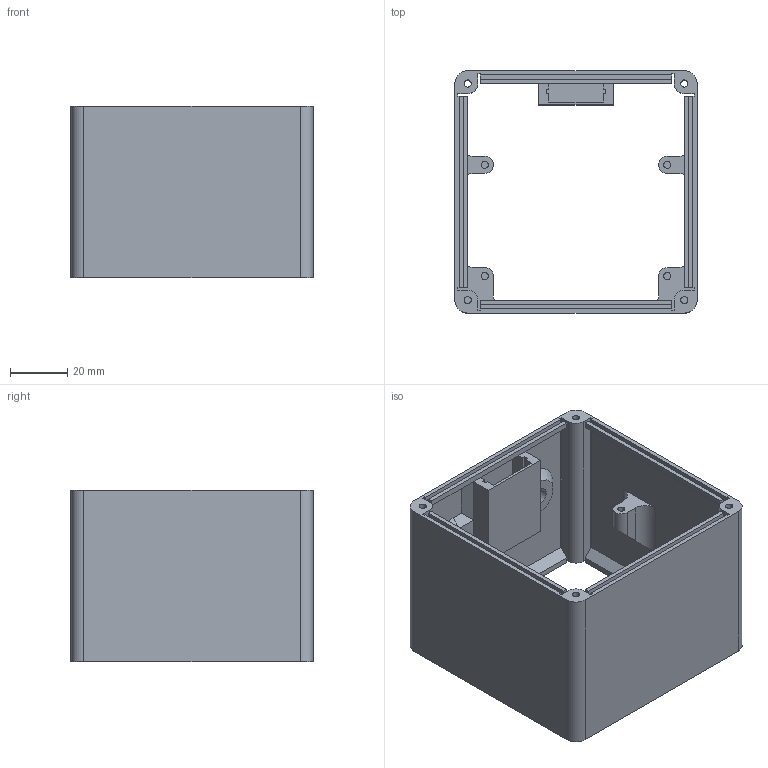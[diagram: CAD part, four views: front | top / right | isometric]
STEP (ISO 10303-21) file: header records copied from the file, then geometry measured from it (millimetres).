
FILE_DESCRIPTION (( 'STEP AP214' ), '1' );
FILE_NAME ('nixieblock_wrap.step', '2020-01-14T03:03:49', ( '' ), ( '' ), 'SwSTEP 2.0', 'SolidWorks 2018', '' );
FILE_SCHEMA (( 'AUTOMOTIVE_DESIGN' ));
Length unit declared in the file: millimetre
Products named in the file (1): nixieblock_wrap
Bounding box: 85 x 85 x 60 mm (x, y, z)
Volume: 52758.8 mm3; surface area: 50980.1 mm2
Topology: 1 solids, 1 shells, 199 faces, 551 edges, 364 vertices
Faces by surface type: plane 150, cylinder 47, cone 2
Entity records: 6346 total; most frequent: CARTESIAN_POINT 1148, ORIENTED_EDGE 1102, DIRECTION 1027, EDGE_CURVE 551, LINE 453, VECTOR 453, VERTEX_POINT 364, AXIS2_PLACEMENT_3D 287
